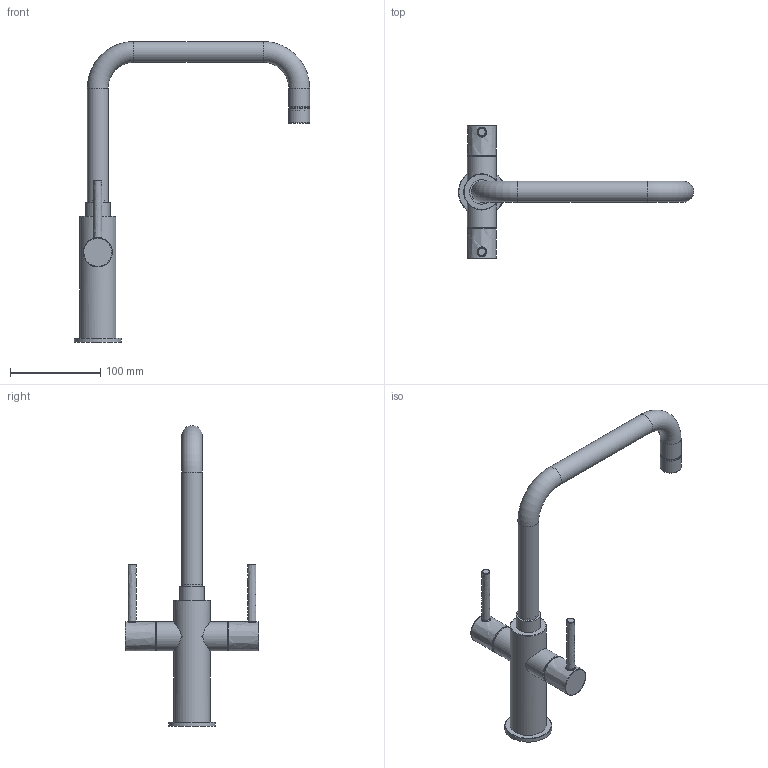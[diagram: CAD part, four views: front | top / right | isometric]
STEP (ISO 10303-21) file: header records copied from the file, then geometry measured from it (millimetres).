
FILE_DESCRIPTION(/* description */ ('Unknown'),/* implementation_level */ '2;1');
FILE_NAME(/* name */ '30337000',/* time_stamp */ '2022-09-08T19:17:20+02:00',/* author */ ('Unknown'),/* organization */ ('GROHE AG'),/* preprocessor_version */ 'ST-DEVELOPER v16.7',/* originating_system */ 'DEX',/* authorisation */ $);
FILE_SCHEMA (('AUTOMOTIVE_DESIGN {1 0 10303 214 3 1 1}'));
Length unit declared in the file: millimetre
Products named in the file (10): 30337000; capB#3; capB#3_0; 30337000_0; 30337000_1; 30337000_2; 1_51; 30337000_3; 30337000_4
Assembly tree (9 placements, depth 2):
  30337000
    30337000
    capB#3
    capB#3_0
    30337000_0
    30337000_1
    30337000_2
    1_51
    30337000_3
    30337000_4
Bounding box: 260.57 x 148.25 x 333.25 mm (x, y, z)
Volume: 188234.5 mm3; surface area: 138961.5 mm2
Topology: 9 solids, 10 shells, 864 faces, 2290 edges, 1474 vertices
Faces by surface type: cylinder 342, plane 326, cone 78, torus 58, bspline 36, sphere 24
Full cylindrical faces by diameter (mm): 4.134 x3, 5 x2, 5.5 x2, 6.647 x2, 7 x2, 8.917 x4, 10 x1, 10.4 x2, 11 x2, 11.5 x2, 12 x2, 16 x2, 18 x3, 18.4 x2, 18.631 x2, 19.5 x1, 20 x1, 20.719 x1, 21 x5, 21.1 x2, 21.15 x1, 21.55 x1, 22 x4, 23 x3, 23.15 x1, 24.5 x2, 25.05 x2, 25.15 x1, 25.5 x2, 27 x1
Entity records: 33048 total; most frequent: CARTESIAN_POINT 9114, ORIENTED_EDGE 3988, DIRECTION 2956, EDGE_CURVE 1994, VERTEX_POINT 1389, AXIS2_PLACEMENT_3D 1204, FACE_BOUND 1125, EDGE_LOOP 1118
